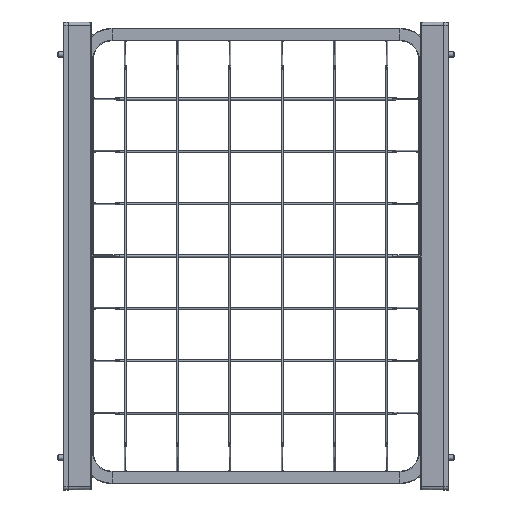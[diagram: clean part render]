
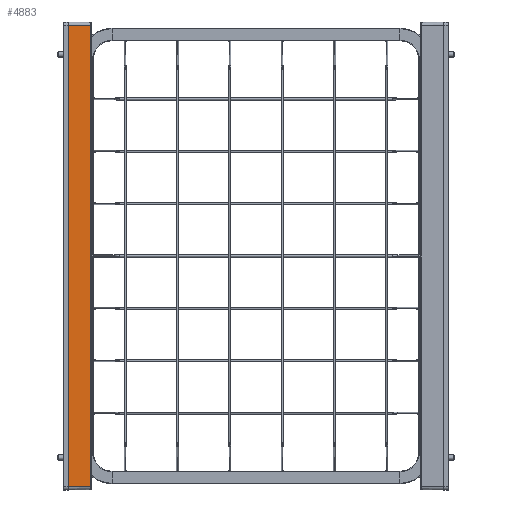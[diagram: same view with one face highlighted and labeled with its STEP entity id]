
A CAD part, front view. The second image highlights one B-rep face of the part: STEP entity #4883.
In plain terms, the highlighted planar face has unit normal (0.018, -1, 0).
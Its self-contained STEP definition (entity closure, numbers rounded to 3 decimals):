
#48 = CARTESIAN_POINT ( 'NONE',  ( 7.745, -10.865, -220.365 ) ) ;
#785 = CARTESIAN_POINT ( 'NONE',  ( 21.509, -10.625, 220.125 ) ) ;
#867 = CARTESIAN_POINT ( 'NONE',  ( 0., -11., 220.5 ) ) ;
#963 = LINE ( 'NONE', #6722, #1620 ) ;
#1620 = VECTOR ( 'NONE', #8513, 1000. ) ;
#1682 = DIRECTION ( 'NONE',  ( 1., 0.017, 0. ) ) ;
#1865 = VERTEX_POINT ( 'NONE', #10714 ) ;
#2524 = EDGE_CURVE ( 'NONE', #10927, #1865, #6407, .T. ) ;
#2599 = CARTESIAN_POINT ( 'NONE',  ( 0., -11., 223.5 ) ) ;
#3080 = DIRECTION ( 'NONE',  ( 1., 0.017, 0.017 ) ) ;
#3166 = ORIENTED_EDGE ( 'NONE', *, *, #7994, .T. ) ;
#3189 = VERTEX_POINT ( 'NONE', #785 ) ;
#3233 = ORIENTED_EDGE ( 'NONE', *, *, #2524, .T. ) ;
#3490 = DIRECTION ( 'NONE',  ( -1., -0.017, 0.017 ) ) ;
#3532 = PLANE ( 'NONE',  #5428 ) ;
#4146 = VECTOR ( 'NONE', #7203, 1000. ) ;
#4416 = ORIENTED_EDGE ( 'NONE', *, *, #11064, .T. ) ;
#4883 = ADVANCED_FACE ( 'NONE', ( #11933 ), #3532, .T. ) ;
#5104 = VERTEX_POINT ( 'NONE', #10081 ) ;
#5298 = VECTOR ( 'NONE', #3080, 1000. ) ;
#5428 = AXIS2_PLACEMENT_3D ( 'NONE', #2599, #6351, #1682 ) ;
#6310 = EDGE_CURVE ( 'NONE', #5104, #3189, #963, .T. ) ;
#6351 = DIRECTION ( 'NONE',  ( 0.017, -1., 0. ) ) ;
#6407 = LINE ( 'NONE', #10213, #4146 ) ;
#6694 = LINE ( 'NONE', #48, #5298 ) ;
#6722 = CARTESIAN_POINT ( 'NONE',  ( 21.509, -10.625, 220.116 ) ) ;
#7203 = DIRECTION ( 'NONE',  ( 0., 0., -1. ) ) ;
#7234 = LINE ( 'NONE', #9937, #8376 ) ;
#7542 = ORIENTED_EDGE ( 'NONE', *, *, #6310, .T. ) ;
#7994 = EDGE_CURVE ( 'NONE', #3189, #10927, #7234, .T. ) ;
#8376 = VECTOR ( 'NONE', #3490, 1000. ) ;
#8513 = DIRECTION ( 'NONE',  ( 0., 0., 1. ) ) ;
#9937 = CARTESIAN_POINT ( 'NONE',  ( -0.052, -11.001, 220.501 ) ) ;
#10081 = CARTESIAN_POINT ( 'NONE',  ( 21.509, -10.625, -220.125 ) ) ;
#10213 = CARTESIAN_POINT ( 'NONE',  ( 0., -11., 223.5 ) ) ;
#10463 = EDGE_LOOP ( 'NONE', ( #4416, #7542, #3166, #3233 ) ) ;
#10714 = CARTESIAN_POINT ( 'NONE',  ( 0., -11., -220.5 ) ) ;
#10927 = VERTEX_POINT ( 'NONE', #867 ) ;
#11064 = EDGE_CURVE ( 'NONE', #1865, #5104, #6694, .T. ) ;
#11933 = FACE_OUTER_BOUND ( 'NONE', #10463, .T. ) ;
